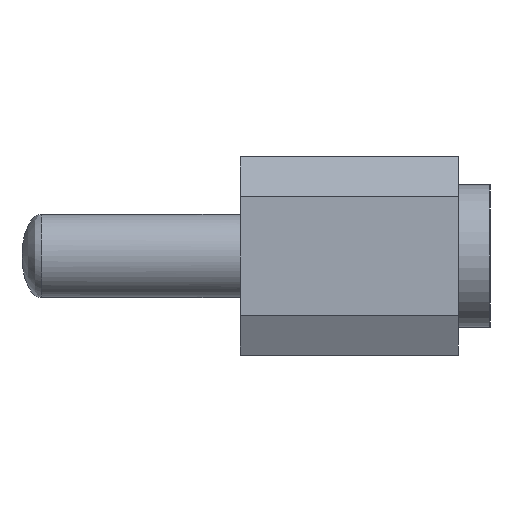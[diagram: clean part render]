
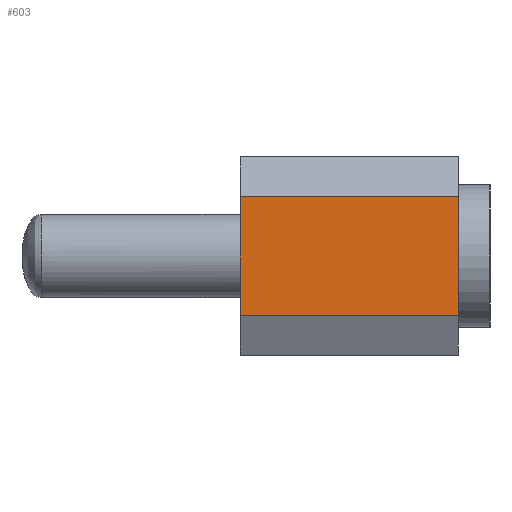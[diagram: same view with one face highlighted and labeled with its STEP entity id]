
A CAD part, left-side view. The second image highlights one B-rep face of the part: STEP entity #603.
In plain terms, the highlighted planar face has unit normal (-1, 0, 0).
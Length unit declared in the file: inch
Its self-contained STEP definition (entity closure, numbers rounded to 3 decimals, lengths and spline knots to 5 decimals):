
#43 = EDGE_CURVE ( 'NONE', #5645, #2338, #1218, .T. ) ;
#177 = DIRECTION ( 'NONE',  ( 0., 1., 0. ) ) ;
#489 = LINE ( 'NONE', #948, #6040 ) ;
#603 = ADVANCED_FACE ( 'NONE', ( #4730 ), #4623, .F. ) ;
#676 = DIRECTION ( 'NONE',  ( 0., 0., -1. ) ) ;
#893 = EDGE_CURVE ( 'NONE', #1005, #5075, #489, .T. ) ;
#948 = CARTESIAN_POINT ( 'NONE',  ( -1., 0.126, 0.05 ) ) ;
#953 = DIRECTION ( 'NONE',  ( 0., 1., 0. ) ) ;
#1005 = VERTEX_POINT ( 'NONE', #4851 ) ;
#1213 = DIRECTION ( 'NONE',  ( 0., 0., 1. ) ) ;
#1218 = LINE ( 'NONE', #1668, #1517 ) ;
#1368 = ORIENTED_EDGE ( 'NONE', *, *, #893, .F. ) ;
#1517 = VECTOR ( 'NONE', #1213, 39.37008 ) ;
#1527 = AXIS2_PLACEMENT_3D ( 'NONE', #5125, #4116, #676 ) ;
#1599 = EDGE_CURVE ( 'NONE', #5645, #1005, #3436, .T. ) ;
#1668 = CARTESIAN_POINT ( 'NONE',  ( -1., 0.016, 0.05 ) ) ;
#1865 = CARTESIAN_POINT ( 'NONE',  ( -1., 0.126, 0.03 ) ) ;
#2145 = CARTESIAN_POINT ( 'NONE',  ( -1., 0.016, 0.03 ) ) ;
#2338 = VERTEX_POINT ( 'NONE', #2145 ) ;
#2394 = CARTESIAN_POINT ( 'NONE',  ( -1., 0.016, 0.03 ) ) ;
#3260 = ORIENTED_EDGE ( 'NONE', *, *, #5174, .T. ) ;
#3436 = LINE ( 'NONE', #3578, #3670 ) ;
#3561 = VECTOR ( 'NONE', #953, 39.37008 ) ;
#3578 = CARTESIAN_POINT ( 'NONE',  ( -1., 0.016, -0.03 ) ) ;
#3670 = VECTOR ( 'NONE', #177, 39.37008 ) ;
#3871 = EDGE_LOOP ( 'NONE', ( #5534, #3260, #1368, #5828 ) ) ;
#4018 = LINE ( 'NONE', #2394, #3561 ) ;
#4116 = DIRECTION ( 'NONE',  ( 1., 0., 0. ) ) ;
#4623 = PLANE ( 'NONE',  #1527 ) ;
#4676 = CARTESIAN_POINT ( 'NONE',  ( -1., 0.016, -0.03 ) ) ;
#4730 = FACE_OUTER_BOUND ( 'NONE', #3871, .T. ) ;
#4851 = CARTESIAN_POINT ( 'NONE',  ( -1., 0.126, -0.03 ) ) ;
#5075 = VERTEX_POINT ( 'NONE', #1865 ) ;
#5125 = CARTESIAN_POINT ( 'NONE',  ( -1., 0.126, 0.05 ) ) ;
#5174 = EDGE_CURVE ( 'NONE', #2338, #5075, #4018, .T. ) ;
#5534 = ORIENTED_EDGE ( 'NONE', *, *, #43, .T. ) ;
#5645 = VERTEX_POINT ( 'NONE', #4676 ) ;
#5789 = DIRECTION ( 'NONE',  ( 0., 0., 1. ) ) ;
#5828 = ORIENTED_EDGE ( 'NONE', *, *, #1599, .F. ) ;
#6040 = VECTOR ( 'NONE', #5789, 39.37008 ) ;
